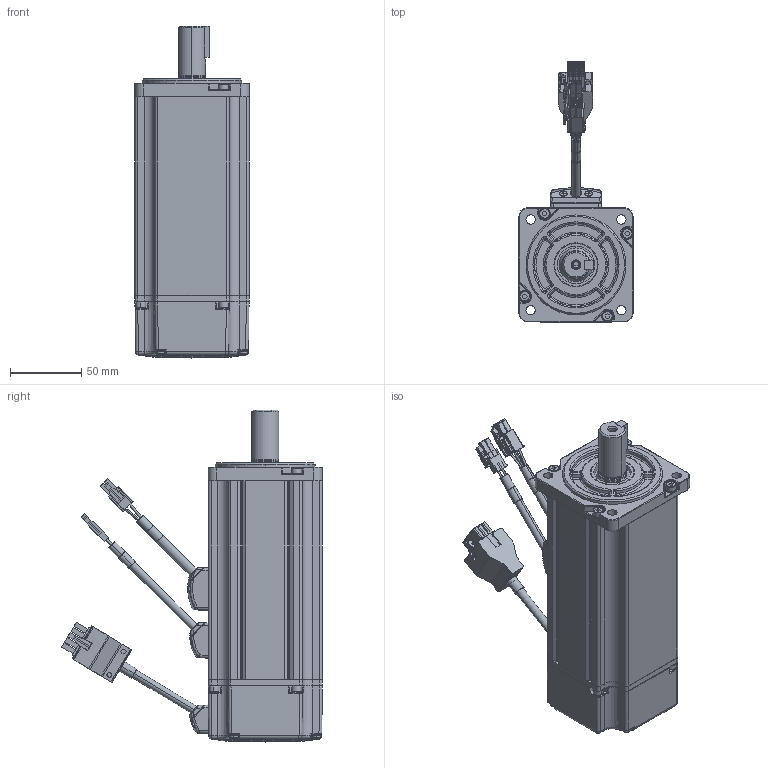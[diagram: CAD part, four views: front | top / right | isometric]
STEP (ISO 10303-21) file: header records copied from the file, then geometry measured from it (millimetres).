
FILE_DESCRIPTION (( 'STEP AP203' ), '1' );
FILE_NAME ('80-1000W-B.STEP', '2015-05-07T07:40:00', ( '' ), ( '' ), 'SwSTEP 2.0', 'SolidWorks 2012', '' );
FILE_SCHEMA (( 'CONFIG_CONTROL_DESIGN' ));
Length unit declared in the file: millimetre
Products named in the file (1): 80-1000W-B
Bounding box: 80 x 182.67 x 232.8 mm (x, y, z)
Surface area: 108785.6 mm2 (no closed solid volume)
Topology: 0 solids, 66 shells, 1356 faces, 4158 edges, 2820 vertices
Faces by surface type: plane 580, cylinder 389, bspline 143, cone 106, torus 100, sphere 38
Entity records: 53071 total; most frequent: CARTESIAN_POINT 16935, DIRECTION 7492, ORIENTED_EDGE 6940, EDGE_CURVE 4150, VERTEX_POINT 2820, AXIS2_PLACEMENT_3D 2568, LINE 2356, VECTOR 2356
